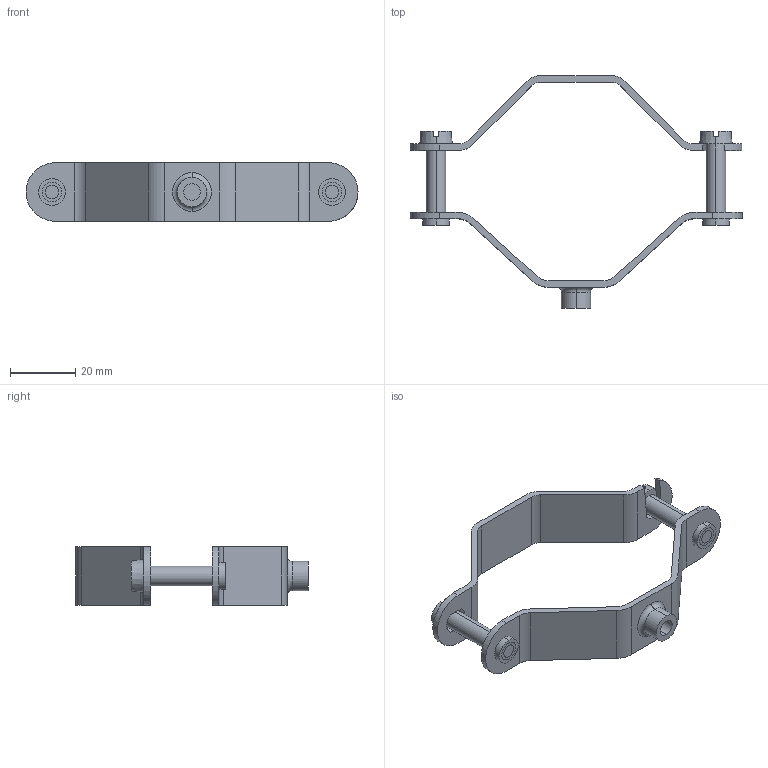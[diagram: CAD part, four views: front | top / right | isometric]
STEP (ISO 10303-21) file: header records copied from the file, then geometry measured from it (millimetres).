
FILE_DESCRIPTION (( 'STEP AP214' ), '1' );
FILE_NAME ('1380729.stp', '2017-12-13T10:21:57', ( '' ), ( '' ), 'SwSTEP 2.0', 'SolidWorks 2016', '' );
FILE_SCHEMA (( 'AUTOMOTIVE_DESIGN' ));
Length unit declared in the file: millimetre
Products named in the file (4): 016342_ISO 1207 - M6 x 25 --- 25C; EM633-01-02_Standard; EM633-01-01_Standard; 1380729
Assembly tree (4 placements, depth 2):
  1380729
    EM633-01-01_Standard
    EM633-01-02_Standard
    016342_ISO 1207 - M6 x 25 --- 25C  x2
Bounding box: 102 x 71.5 x 18 mm (x, y, z)
Volume: 10209.2 mm3; surface area: 11004.9 mm2
Topology: 4 solids, 4 shells, 92 faces, 233 edges, 154 vertices
Faces by surface type: plane 45, cylinder 39, torus 4, cone 4
Entity records: 2695 total; most frequent: DIRECTION 471, CARTESIAN_POINT 459, ORIENTED_EDGE 418, EDGE_CURVE 209, AXIS2_PLACEMENT_3D 178, VERTEX_POINT 138, VECTOR 115, LINE 115
